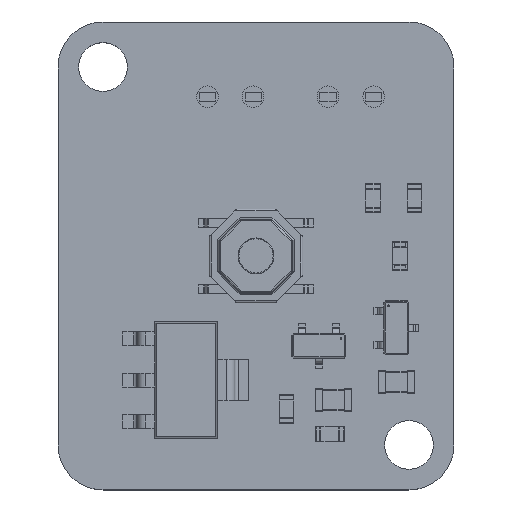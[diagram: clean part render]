
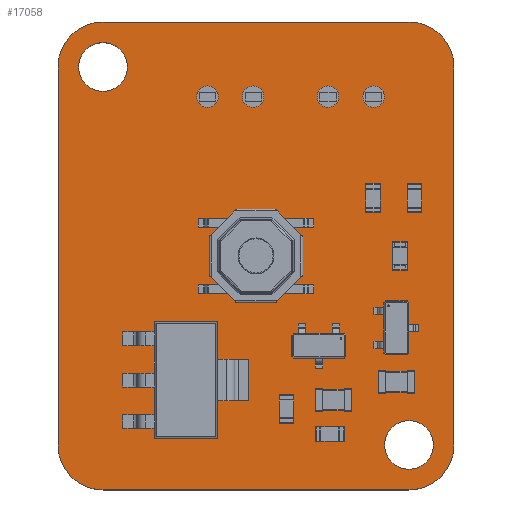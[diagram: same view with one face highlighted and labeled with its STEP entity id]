
A CAD part, top view. The second image highlights one B-rep face of the part: STEP entity #17058.
In plain terms, the highlighted planar face has unit normal (0, 0, 1).
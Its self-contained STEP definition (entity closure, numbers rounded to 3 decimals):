
#16843 = VERTEX_POINT('',#16844);
#16844 = CARTESIAN_POINT('',(128.5,-46.,1.6));
#16850 = EDGE_CURVE('',#16843,#16851,#16853,.T.);
#16851 = VERTEX_POINT('',#16852);
#16852 = CARTESIAN_POINT('',(131.,-48.5,1.6));
#16853 = CIRCLE('',#16854,2.5);
#16854 = AXIS2_PLACEMENT_3D('',#16855,#16856,#16857);
#16855 = CARTESIAN_POINT('',(128.5,-48.5,1.6));
#16856 = DIRECTION('',(0.,0.,-1.));
#16857 = DIRECTION('',(0.,1.,0.));
#16885 = VERTEX_POINT('',#16886);
#16886 = CARTESIAN_POINT('',(111.5,-46.,1.6));
#16892 = EDGE_CURVE('',#16885,#16843,#16893,.T.);
#16893 = LINE('',#16894,#16895);
#16894 = CARTESIAN_POINT('',(111.5,-46.,1.6));
#16895 = VECTOR('',#16896,1.);
#16896 = DIRECTION('',(1.,0.,0.));
#16914 = EDGE_CURVE('',#16851,#16915,#16917,.T.);
#16915 = VERTEX_POINT('',#16916);
#16916 = CARTESIAN_POINT('',(131.,-69.5,1.6));
#16917 = LINE('',#16918,#16919);
#16918 = CARTESIAN_POINT('',(131.,-48.5,1.6));
#16919 = VECTOR('',#16920,1.);
#16920 = DIRECTION('',(0.,-1.,0.));
#17058 = ADVANCED_FACE('',(#17059,#17105,#17116,#17127,#17138,#17149,
    #17160),#17171,.T.);
#17059 = FACE_BOUND('',#17060,.T.);
#17060 = EDGE_LOOP('',(#17061,#17062,#17063,#17072,#17080,#17089,#17097,
    #17104));
#17061 = ORIENTED_EDGE('',*,*,#16850,.F.);
#17062 = ORIENTED_EDGE('',*,*,#16892,.F.);
#17063 = ORIENTED_EDGE('',*,*,#17064,.F.);
#17064 = EDGE_CURVE('',#17065,#16885,#17067,.T.);
#17065 = VERTEX_POINT('',#17066);
#17066 = CARTESIAN_POINT('',(109.,-48.5,1.6));
#17067 = CIRCLE('',#17068,2.5);
#17068 = AXIS2_PLACEMENT_3D('',#17069,#17070,#17071);
#17069 = CARTESIAN_POINT('',(111.5,-48.5,1.6));
#17070 = DIRECTION('',(0.,0.,-1.));
#17071 = DIRECTION('',(-1.,0.,-0.));
#17072 = ORIENTED_EDGE('',*,*,#17073,.F.);
#17073 = EDGE_CURVE('',#17074,#17065,#17076,.T.);
#17074 = VERTEX_POINT('',#17075);
#17075 = CARTESIAN_POINT('',(109.,-69.5,1.6));
#17076 = LINE('',#17077,#17078);
#17077 = CARTESIAN_POINT('',(109.,-69.5,1.6));
#17078 = VECTOR('',#17079,1.);
#17079 = DIRECTION('',(0.,1.,0.));
#17080 = ORIENTED_EDGE('',*,*,#17081,.F.);
#17081 = EDGE_CURVE('',#17082,#17074,#17084,.T.);
#17082 = VERTEX_POINT('',#17083);
#17083 = CARTESIAN_POINT('',(111.5,-72.,1.6));
#17084 = CIRCLE('',#17085,2.5);
#17085 = AXIS2_PLACEMENT_3D('',#17086,#17087,#17088);
#17086 = CARTESIAN_POINT('',(111.5,-69.5,1.6));
#17087 = DIRECTION('',(0.,0.,-1.));
#17088 = DIRECTION('',(0.,-1.,0.));
#17089 = ORIENTED_EDGE('',*,*,#17090,.F.);
#17090 = EDGE_CURVE('',#17091,#17082,#17093,.T.);
#17091 = VERTEX_POINT('',#17092);
#17092 = CARTESIAN_POINT('',(128.5,-72.,1.6));
#17093 = LINE('',#17094,#17095);
#17094 = CARTESIAN_POINT('',(128.5,-72.,1.6));
#17095 = VECTOR('',#17096,1.);
#17096 = DIRECTION('',(-1.,0.,0.));
#17097 = ORIENTED_EDGE('',*,*,#17098,.F.);
#17098 = EDGE_CURVE('',#16915,#17091,#17099,.T.);
#17099 = CIRCLE('',#17100,2.5);
#17100 = AXIS2_PLACEMENT_3D('',#17101,#17102,#17103);
#17101 = CARTESIAN_POINT('',(128.5,-69.5,1.6));
#17102 = DIRECTION('',(0.,0.,-1.));
#17103 = DIRECTION('',(1.,0.,0.));
#17104 = ORIENTED_EDGE('',*,*,#16914,.F.);
#17105 = FACE_BOUND('',#17106,.T.);
#17106 = EDGE_LOOP('',(#17107));
#17107 = ORIENTED_EDGE('',*,*,#17108,.T.);
#17108 = EDGE_CURVE('',#17109,#17109,#17111,.T.);
#17109 = VERTEX_POINT('',#17110);
#17110 = CARTESIAN_POINT('',(128.5,-70.85,1.6));
#17111 = CIRCLE('',#17112,1.35);
#17112 = AXIS2_PLACEMENT_3D('',#17113,#17114,#17115);
#17113 = CARTESIAN_POINT('',(128.5,-69.5,1.6));
#17114 = DIRECTION('',(-0.,0.,-1.));
#17115 = DIRECTION('',(-0.,-1.,0.));
#17116 = FACE_BOUND('',#17117,.T.);
#17117 = EDGE_LOOP('',(#17118));
#17118 = ORIENTED_EDGE('',*,*,#17119,.T.);
#17119 = EDGE_CURVE('',#17120,#17120,#17122,.T.);
#17120 = VERTEX_POINT('',#17121);
#17121 = CARTESIAN_POINT('',(111.5,-49.85,1.6));
#17122 = CIRCLE('',#17123,1.35);
#17123 = AXIS2_PLACEMENT_3D('',#17124,#17125,#17126);
#17124 = CARTESIAN_POINT('',(111.5,-48.5,1.6));
#17125 = DIRECTION('',(-0.,0.,-1.));
#17126 = DIRECTION('',(-0.,-1.,0.));
#17127 = FACE_BOUND('',#17128,.T.);
#17128 = EDGE_LOOP('',(#17129));
#17129 = ORIENTED_EDGE('',*,*,#17130,.T.);
#17130 = EDGE_CURVE('',#17131,#17131,#17133,.T.);
#17131 = VERTEX_POINT('',#17132);
#17132 = CARTESIAN_POINT('',(117.3,-50.75,1.6));
#17133 = CIRCLE('',#17134,0.6);
#17134 = AXIS2_PLACEMENT_3D('',#17135,#17136,#17137);
#17135 = CARTESIAN_POINT('',(117.3,-50.15,1.6));
#17136 = DIRECTION('',(-0.,0.,-1.));
#17137 = DIRECTION('',(0.,-1.,0.));
#17138 = FACE_BOUND('',#17139,.T.);
#17139 = EDGE_LOOP('',(#17140));
#17140 = ORIENTED_EDGE('',*,*,#17141,.T.);
#17141 = EDGE_CURVE('',#17142,#17142,#17144,.T.);
#17142 = VERTEX_POINT('',#17143);
#17143 = CARTESIAN_POINT('',(119.84,-50.75,1.6));
#17144 = CIRCLE('',#17145,0.6);
#17145 = AXIS2_PLACEMENT_3D('',#17146,#17147,#17148);
#17146 = CARTESIAN_POINT('',(119.84,-50.15,1.6));
#17147 = DIRECTION('',(-0.,0.,-1.));
#17148 = DIRECTION('',(-0.,-1.,0.));
#17149 = FACE_BOUND('',#17150,.T.);
#17150 = EDGE_LOOP('',(#17151));
#17151 = ORIENTED_EDGE('',*,*,#17152,.T.);
#17152 = EDGE_CURVE('',#17153,#17153,#17155,.T.);
#17153 = VERTEX_POINT('',#17154);
#17154 = CARTESIAN_POINT('',(124.,-50.75,1.6));
#17155 = CIRCLE('',#17156,0.6);
#17156 = AXIS2_PLACEMENT_3D('',#17157,#17158,#17159);
#17157 = CARTESIAN_POINT('',(124.,-50.15,1.6));
#17158 = DIRECTION('',(-0.,0.,-1.));
#17159 = DIRECTION('',(-0.,-1.,0.));
#17160 = FACE_BOUND('',#17161,.T.);
#17161 = EDGE_LOOP('',(#17162));
#17162 = ORIENTED_EDGE('',*,*,#17163,.T.);
#17163 = EDGE_CURVE('',#17164,#17164,#17166,.T.);
#17164 = VERTEX_POINT('',#17165);
#17165 = CARTESIAN_POINT('',(126.54,-50.75,1.6));
#17166 = CIRCLE('',#17167,0.6);
#17167 = AXIS2_PLACEMENT_3D('',#17168,#17169,#17170);
#17168 = CARTESIAN_POINT('',(126.54,-50.15,1.6));
#17169 = DIRECTION('',(-0.,0.,-1.));
#17170 = DIRECTION('',(0.,-1.,-0.));
#17171 = PLANE('',#17172);
#17172 = AXIS2_PLACEMENT_3D('',#17173,#17174,#17175);
#17173 = CARTESIAN_POINT('',(0.,0.,1.6));
#17174 = DIRECTION('',(0.,0.,1.));
#17175 = DIRECTION('',(1.,0.,-0.));
